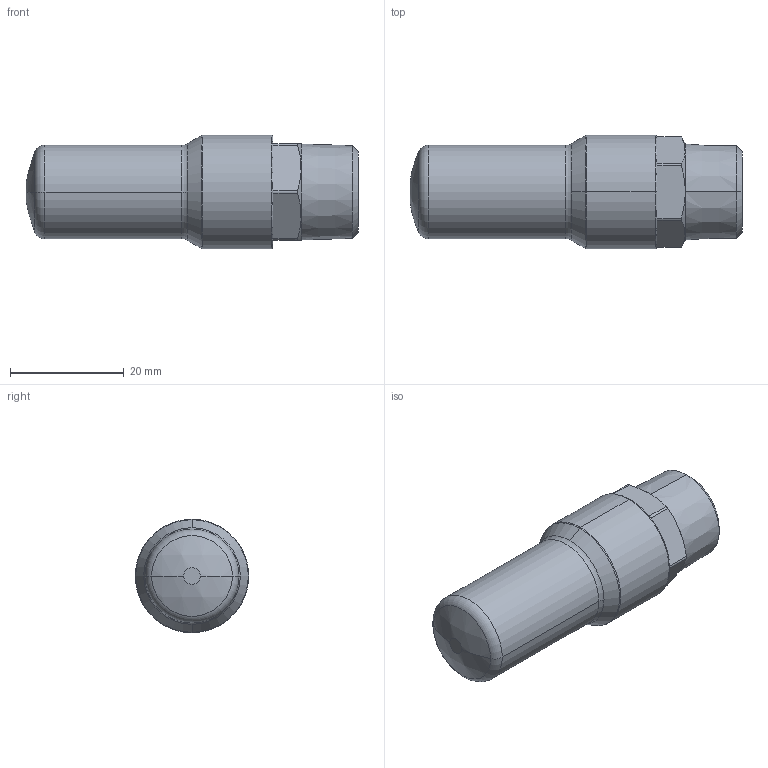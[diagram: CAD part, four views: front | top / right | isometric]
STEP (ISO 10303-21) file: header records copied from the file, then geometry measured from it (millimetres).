
FILE_DESCRIPTION (( 'STEP AP214' ), '1' );
FILE_NAME ('AN30-03.step.step', '2012-02-14T10:49:34', ( 'SysAdmin' ), ( 'SolidWorks' ), 'SwSTEP 2.0', 'SolidWorks 2012', '' );
FILE_SCHEMA (( 'AUTOMOTIVE_DESIGN' ));
Length unit declared in the file: millimetre
Products named in the file (2): AN30-03.step; AN30-03.step_AN Body_30-03
Assembly tree (1 placements, depth 2):
  AN30-03.step
    AN30-03.step_AN Body_30-03
Bounding box: 58.5 x 20 x 20 mm (x, y, z)
Volume: 12989.6 mm3; surface area: 3930.9 mm2
Topology: 1 solids, 1 shells, 52 faces, 118 edges, 70 vertices
Faces by surface type: plane 22, cylinder 12, torus 8, cone 8, sphere 2
Entity records: 1602 total; most frequent: CARTESIAN_POINT 342, DIRECTION 288, ORIENTED_EDGE 236, AXIS2_PLACEMENT_3D 128, EDGE_CURVE 118, CIRCLE 72, VERTEX_POINT 70, EDGE_LOOP 54
